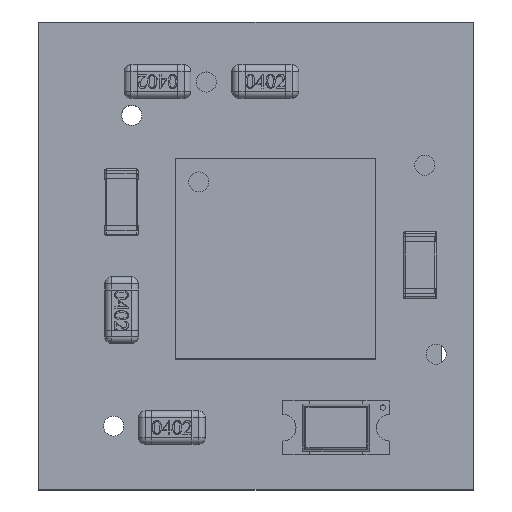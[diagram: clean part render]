
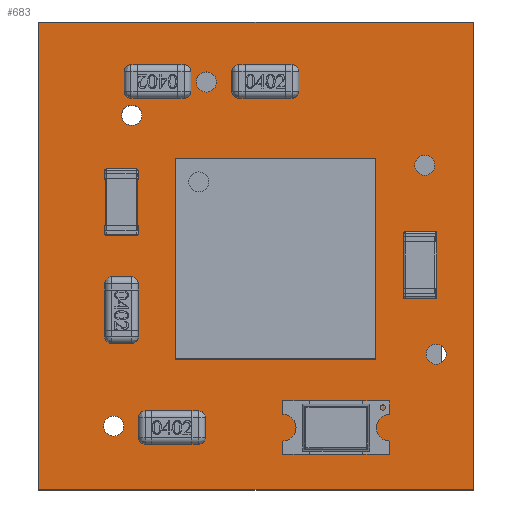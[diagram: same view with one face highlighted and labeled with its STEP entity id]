
A CAD part, top view. The second image highlights one B-rep face of the part: STEP entity #683.
In plain terms, the highlighted planar face has unit normal (0, 0, 1).
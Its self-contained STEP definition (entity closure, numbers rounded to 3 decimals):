
#71 = VERTEX_POINT('',#72);
#72 = CARTESIAN_POINT('',(6.,0.,0.82));
#78 = EDGE_CURVE('',#71,#79,#81,.T.);
#79 = VERTEX_POINT('',#80);
#80 = CARTESIAN_POINT('',(-0.5,0.,0.82));
#81 = LINE('',#82,#83);
#82 = CARTESIAN_POINT('',(6.,0.,0.82));
#83 = VECTOR('',#84,1.);
#84 = DIRECTION('',(-1.,0.,0.));
#111 = VERTEX_POINT('',#112);
#112 = CARTESIAN_POINT('',(6.,-7.,0.82));
#118 = EDGE_CURVE('',#111,#71,#119,.T.);
#119 = LINE('',#120,#121);
#120 = CARTESIAN_POINT('',(6.,-7.,0.82));
#121 = VECTOR('',#122,1.);
#122 = DIRECTION('',(0.,1.,0.));
#140 = EDGE_CURVE('',#79,#141,#143,.T.);
#141 = VERTEX_POINT('',#142);
#142 = CARTESIAN_POINT('',(-0.5,-7.,0.82));
#143 = LINE('',#144,#145);
#144 = CARTESIAN_POINT('',(-0.5,0.,0.82));
#145 = VECTOR('',#146,1.);
#146 = DIRECTION('',(0.,-1.,0.));
#171 = EDGE_CURVE('',#141,#111,#172,.T.);
#172 = LINE('',#173,#174);
#173 = CARTESIAN_POINT('',(-0.5,-7.,0.82));
#174 = VECTOR('',#175,1.);
#175 = DIRECTION('',(1.,0.,0.));
#204 = VERTEX_POINT('',#205);
#205 = CARTESIAN_POINT('',(0.769,-6.046,0.82));
#211 = EDGE_CURVE('',#212,#204,#214,.T.);
#212 = VERTEX_POINT('',#213);
#213 = CARTESIAN_POINT('',(0.469,-6.046,0.82));
#214 = CIRCLE('',#215,0.15);
#215 = AXIS2_PLACEMENT_3D('',#216,#217,#218);
#216 = CARTESIAN_POINT('',(0.619,-6.046,0.82));
#217 = DIRECTION('',(0.,0.,1.));
#218 = DIRECTION('',(1.,0.,0.));
#233 = EDGE_CURVE('',#204,#212,#234,.T.);
#234 = CIRCLE('',#235,0.15);
#235 = AXIS2_PLACEMENT_3D('',#236,#237,#238);
#236 = CARTESIAN_POINT('',(0.619,-6.046,0.82));
#237 = DIRECTION('',(0.,0.,1.));
#238 = DIRECTION('',(1.,0.,0.));
#269 = VERTEX_POINT('',#270);
#270 = CARTESIAN_POINT('',(5.425,-2.144,0.82));
#276 = EDGE_CURVE('',#277,#269,#279,.T.);
#277 = VERTEX_POINT('',#278);
#278 = CARTESIAN_POINT('',(5.125,-2.144,0.82));
#279 = CIRCLE('',#280,0.15);
#280 = AXIS2_PLACEMENT_3D('',#281,#282,#283);
#281 = CARTESIAN_POINT('',(5.275,-2.144,0.82));
#282 = DIRECTION('',(0.,0.,1.));
#283 = DIRECTION('',(1.,0.,0.));
#298 = EDGE_CURVE('',#269,#277,#299,.T.);
#299 = CIRCLE('',#300,0.15);
#300 = AXIS2_PLACEMENT_3D('',#301,#302,#303);
#301 = CARTESIAN_POINT('',(5.275,-2.144,0.82));
#302 = DIRECTION('',(0.,0.,1.));
#303 = DIRECTION('',(1.,0.,0.));
#334 = VERTEX_POINT('',#335);
#335 = CARTESIAN_POINT('',(3.055,-3.59,0.82));
#341 = EDGE_CURVE('',#342,#334,#344,.T.);
#342 = VERTEX_POINT('',#343);
#343 = CARTESIAN_POINT('',(2.755,-3.59,0.82));
#344 = CIRCLE('',#345,0.15);
#345 = AXIS2_PLACEMENT_3D('',#346,#347,#348);
#346 = CARTESIAN_POINT('',(2.905,-3.59,0.82));
#347 = DIRECTION('',(0.,0.,1.));
#348 = DIRECTION('',(1.,0.,0.));
#363 = EDGE_CURVE('',#334,#342,#364,.T.);
#364 = CIRCLE('',#365,0.15);
#365 = AXIS2_PLACEMENT_3D('',#366,#367,#368);
#366 = CARTESIAN_POINT('',(2.905,-3.59,0.82));
#367 = DIRECTION('',(0.,0.,1.));
#368 = DIRECTION('',(1.,0.,0.));
#399 = VERTEX_POINT('',#400);
#400 = CARTESIAN_POINT('',(2.679,-3.027,0.82));
#406 = EDGE_CURVE('',#407,#399,#409,.T.);
#407 = VERTEX_POINT('',#408);
#408 = CARTESIAN_POINT('',(2.379,-3.027,0.82));
#409 = CIRCLE('',#410,0.15);
#410 = AXIS2_PLACEMENT_3D('',#411,#412,#413);
#411 = CARTESIAN_POINT('',(2.529,-3.027,0.82));
#412 = DIRECTION('',(0.,0.,1.));
#413 = DIRECTION('',(1.,0.,0.));
#428 = EDGE_CURVE('',#399,#407,#429,.T.);
#429 = CIRCLE('',#430,0.15);
#430 = AXIS2_PLACEMENT_3D('',#431,#432,#433);
#431 = CARTESIAN_POINT('',(2.529,-3.027,0.82));
#432 = DIRECTION('',(0.,0.,1.));
#433 = DIRECTION('',(1.,0.,0.));
#464 = VERTEX_POINT('',#465);
#465 = CARTESIAN_POINT('',(5.596,-4.972,0.82));
#471 = EDGE_CURVE('',#472,#464,#474,.T.);
#472 = VERTEX_POINT('',#473);
#473 = CARTESIAN_POINT('',(5.296,-4.972,0.82));
#474 = CIRCLE('',#475,0.15);
#475 = AXIS2_PLACEMENT_3D('',#476,#477,#478);
#476 = CARTESIAN_POINT('',(5.446,-4.972,0.82));
#477 = DIRECTION('',(0.,0.,1.));
#478 = DIRECTION('',(1.,0.,0.));
#493 = EDGE_CURVE('',#464,#472,#494,.T.);
#494 = CIRCLE('',#495,0.15);
#495 = AXIS2_PLACEMENT_3D('',#496,#497,#498);
#496 = CARTESIAN_POINT('',(5.446,-4.972,0.82));
#497 = DIRECTION('',(0.,0.,1.));
#498 = DIRECTION('',(1.,0.,0.));
#529 = VERTEX_POINT('',#530);
#530 = CARTESIAN_POINT('',(2.157,-0.898,0.82));
#536 = EDGE_CURVE('',#537,#529,#539,.T.);
#537 = VERTEX_POINT('',#538);
#538 = CARTESIAN_POINT('',(1.857,-0.898,0.82));
#539 = CIRCLE('',#540,0.15);
#540 = AXIS2_PLACEMENT_3D('',#541,#542,#543);
#541 = CARTESIAN_POINT('',(2.007,-0.898,0.82));
#542 = DIRECTION('',(0.,0.,1.));
#543 = DIRECTION('',(1.,0.,0.));
#558 = EDGE_CURVE('',#529,#537,#559,.T.);
#559 = CIRCLE('',#560,0.15);
#560 = AXIS2_PLACEMENT_3D('',#561,#562,#563);
#561 = CARTESIAN_POINT('',(2.007,-0.898,0.82));
#562 = DIRECTION('',(0.,0.,1.));
#563 = DIRECTION('',(1.,0.,0.));
#594 = VERTEX_POINT('',#595);
#595 = CARTESIAN_POINT('',(1.039,-1.397,0.82));
#601 = EDGE_CURVE('',#602,#594,#604,.T.);
#602 = VERTEX_POINT('',#603);
#603 = CARTESIAN_POINT('',(0.739,-1.397,0.82));
#604 = CIRCLE('',#605,0.15);
#605 = AXIS2_PLACEMENT_3D('',#606,#607,#608);
#606 = CARTESIAN_POINT('',(0.889,-1.397,0.82));
#607 = DIRECTION('',(0.,0.,1.));
#608 = DIRECTION('',(1.,0.,0.));
#623 = EDGE_CURVE('',#594,#602,#624,.T.);
#624 = CIRCLE('',#625,0.15);
#625 = AXIS2_PLACEMENT_3D('',#626,#627,#628);
#626 = CARTESIAN_POINT('',(0.889,-1.397,0.82));
#627 = DIRECTION('',(0.,0.,1.));
#628 = DIRECTION('',(1.,0.,0.));
#683 = ADVANCED_FACE('',(#684,#690,#694,#698,#702,#706,#710,#714),#718,
  .F.);
#684 = FACE_BOUND('',#685,.F.);
#685 = EDGE_LOOP('',(#686,#687,#688,#689));
#686 = ORIENTED_EDGE('',*,*,#78,.F.);
#687 = ORIENTED_EDGE('',*,*,#118,.F.);
#688 = ORIENTED_EDGE('',*,*,#171,.F.);
#689 = ORIENTED_EDGE('',*,*,#140,.F.);
#690 = FACE_BOUND('',#691,.F.);
#691 = EDGE_LOOP('',(#692,#693));
#692 = ORIENTED_EDGE('',*,*,#233,.T.);
#693 = ORIENTED_EDGE('',*,*,#211,.T.);
#694 = FACE_BOUND('',#695,.F.);
#695 = EDGE_LOOP('',(#696,#697));
#696 = ORIENTED_EDGE('',*,*,#298,.T.);
#697 = ORIENTED_EDGE('',*,*,#276,.T.);
#698 = FACE_BOUND('',#699,.F.);
#699 = EDGE_LOOP('',(#700,#701));
#700 = ORIENTED_EDGE('',*,*,#363,.T.);
#701 = ORIENTED_EDGE('',*,*,#341,.T.);
#702 = FACE_BOUND('',#703,.F.);
#703 = EDGE_LOOP('',(#704,#705));
#704 = ORIENTED_EDGE('',*,*,#428,.T.);
#705 = ORIENTED_EDGE('',*,*,#406,.T.);
#706 = FACE_BOUND('',#707,.F.);
#707 = EDGE_LOOP('',(#708,#709));
#708 = ORIENTED_EDGE('',*,*,#493,.T.);
#709 = ORIENTED_EDGE('',*,*,#471,.T.);
#710 = FACE_BOUND('',#711,.F.);
#711 = EDGE_LOOP('',(#712,#713));
#712 = ORIENTED_EDGE('',*,*,#558,.T.);
#713 = ORIENTED_EDGE('',*,*,#536,.T.);
#714 = FACE_BOUND('',#715,.F.);
#715 = EDGE_LOOP('',(#716,#717));
#716 = ORIENTED_EDGE('',*,*,#623,.T.);
#717 = ORIENTED_EDGE('',*,*,#601,.T.);
#718 = PLANE('',#719);
#719 = AXIS2_PLACEMENT_3D('',#720,#721,#722);
#720 = CARTESIAN_POINT('',(6.,0.,0.82));
#721 = DIRECTION('',(0.,0.,-1.));
#722 = DIRECTION('',(-1.,0.,0.));
